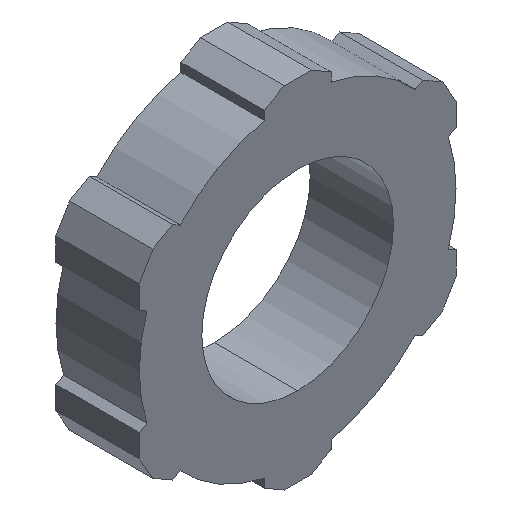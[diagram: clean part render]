
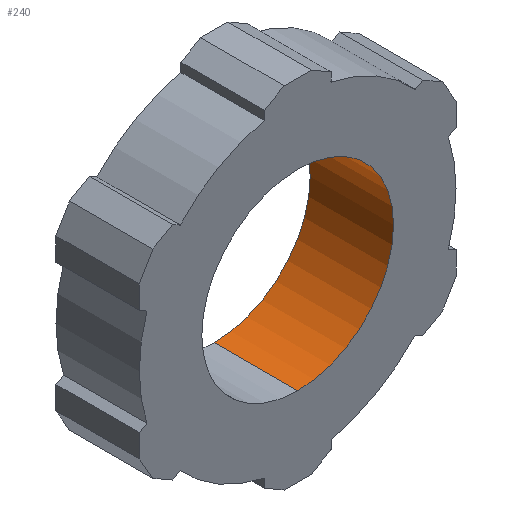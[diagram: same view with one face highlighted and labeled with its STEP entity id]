
A CAD part, isometric view. The second image highlights one B-rep face of the part: STEP entity #240.
In plain terms, the highlighted cylindrical face has radius 5.75 mm (diameter 11.5 mm), a partial arc.
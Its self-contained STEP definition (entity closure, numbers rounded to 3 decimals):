
#73 = VECTOR ( 'NONE', #768, 1000. ) ;
#144 = AXIS2_PLACEMENT_3D ( 'NONE', #555, #341, #660 ) ;
#157 = LINE ( 'NONE', #355, #73 ) ;
#193 = CIRCLE ( 'NONE', #534, 5.75 ) ;
#240 = ADVANCED_FACE ( 'NONE', ( #477 ), #735, .F. ) ;
#251 = CARTESIAN_POINT ( 'NONE',  ( 0., 0., 0. ) ) ;
#262 = EDGE_CURVE ( 'NONE', #737, #479, #828, .T. ) ;
#302 = DIRECTION ( 'NONE',  ( 0., 1., 0. ) ) ;
#331 = EDGE_CURVE ( 'NONE', #737, #1338, #157, .T. ) ;
#333 = LINE ( 'NONE', #726, #854 ) ;
#341 = DIRECTION ( 'NONE',  ( 0., 1., 0. ) ) ;
#355 = CARTESIAN_POINT ( 'NONE',  ( 0., 5., 5.75 ) ) ;
#366 = ORIENTED_EDGE ( 'NONE', *, *, #331, .T. ) ;
#407 = CARTESIAN_POINT ( 'NONE',  ( 0., 5., 5.75 ) ) ;
#413 = EDGE_LOOP ( 'NONE', ( #1126, #681, #366, #913 ) ) ;
#477 = FACE_OUTER_BOUND ( 'NONE', #413, .T. ) ;
#479 = VERTEX_POINT ( 'NONE', #1134 ) ;
#484 = EDGE_CURVE ( 'NONE', #1338, #784, #193, .T. ) ;
#488 = AXIS2_PLACEMENT_3D ( 'NONE', #251, #1151, #855 ) ;
#534 = AXIS2_PLACEMENT_3D ( 'NONE', #1186, #1194, #1202 ) ;
#555 = CARTESIAN_POINT ( 'NONE',  ( 0., 5., 0. ) ) ;
#628 = CARTESIAN_POINT ( 'NONE',  ( 0., 0., 5.75 ) ) ;
#660 = DIRECTION ( 'NONE',  ( 0., 0., 1. ) ) ;
#681 = ORIENTED_EDGE ( 'NONE', *, *, #262, .F. ) ;
#726 = CARTESIAN_POINT ( 'NONE',  ( 0., 5., -5.75 ) ) ;
#735 = CYLINDRICAL_SURFACE ( 'NONE', #144, 5.75 ) ;
#737 = VERTEX_POINT ( 'NONE', #628 ) ;
#768 = DIRECTION ( 'NONE',  ( 0., 1., 0. ) ) ;
#784 = VERTEX_POINT ( 'NONE', #864 ) ;
#828 = CIRCLE ( 'NONE', #488, 5.75 ) ;
#854 = VECTOR ( 'NONE', #302, 1000. ) ;
#855 = DIRECTION ( 'NONE',  ( 0., 0., 1. ) ) ;
#864 = CARTESIAN_POINT ( 'NONE',  ( 0., 5., -5.75 ) ) ;
#913 = ORIENTED_EDGE ( 'NONE', *, *, #484, .T. ) ;
#1126 = ORIENTED_EDGE ( 'NONE', *, *, #1321, .F. ) ;
#1134 = CARTESIAN_POINT ( 'NONE',  ( 0., 0., -5.75 ) ) ;
#1151 = DIRECTION ( 'NONE',  ( 0., 1., 0. ) ) ;
#1186 = CARTESIAN_POINT ( 'NONE',  ( 0., 5., 0. ) ) ;
#1194 = DIRECTION ( 'NONE',  ( 0., 1., 0. ) ) ;
#1202 = DIRECTION ( 'NONE',  ( 0., 0., 1. ) ) ;
#1321 = EDGE_CURVE ( 'NONE', #479, #784, #333, .T. ) ;
#1338 = VERTEX_POINT ( 'NONE', #407 ) ;
